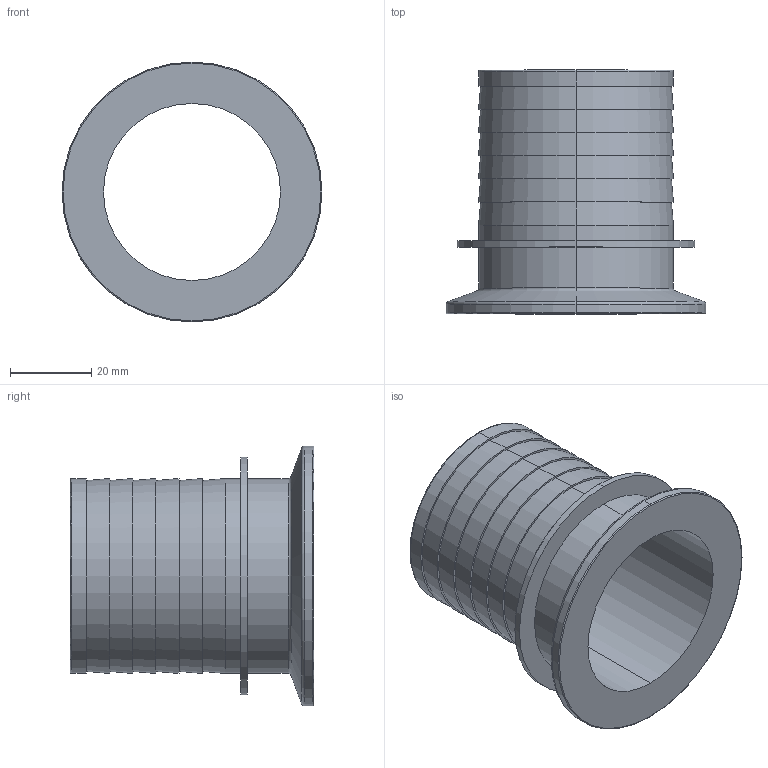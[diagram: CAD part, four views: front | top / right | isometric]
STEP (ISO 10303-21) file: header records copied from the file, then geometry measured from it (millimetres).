
FILE_DESCRIPTION (( 'STEP AP203' ), '1' );
FILE_NAME ('111.S-436.2000.064.STEP', '2022-08-23T10:53:25', ( '' ), ( '' ), 'SwSTEP 2.0', 'SolidWorks 2021', '' );
FILE_SCHEMA (( 'CONFIG_CONTROL_DESIGN' ));
Length unit declared in the file: millimetre
Products named in the file (1): 111.S-436.2000.064
Bounding box: 64 x 60 x 64 mm (x, y, z)
Volume: 24674.8 mm3; surface area: 22463.4 mm2
Topology: 1 solids, 1 shells, 45 faces, 90 edges, 54 vertices
Faces by surface type: cone 16, cylinder 12, plane 9, torus 8
Entity records: 1263 total; most frequent: DIRECTION 244, CARTESIAN_POINT 190, ORIENTED_EDGE 180, AXIS2_PLACEMENT_3D 108, EDGE_CURVE 90, CIRCLE 62, EDGE_LOOP 54, VERTEX_POINT 54
